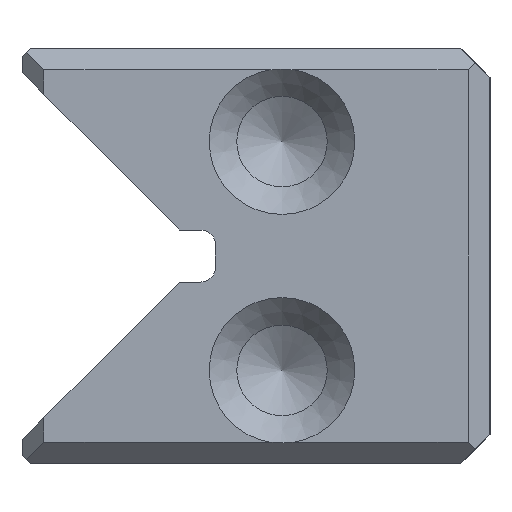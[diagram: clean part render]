
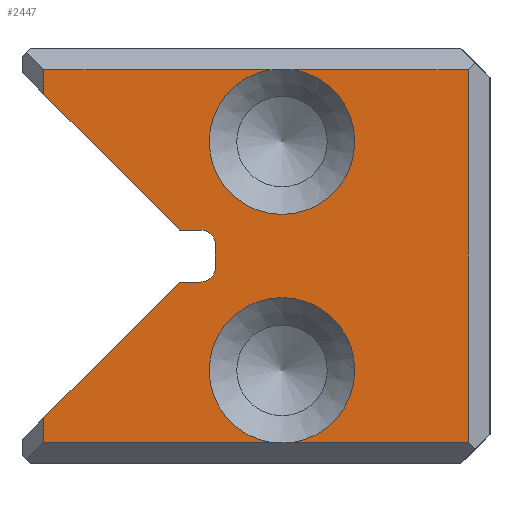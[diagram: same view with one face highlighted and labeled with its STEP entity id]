
A CAD part, left-side view. The second image highlights one B-rep face of the part: STEP entity #2447.
In plain terms, the highlighted planar face has unit normal (-1, 0, 0).
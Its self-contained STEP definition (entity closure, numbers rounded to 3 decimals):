
#2138=FACE_OUTER_BOUND('',#3413,.T.);
#2447=ADVANCED_FACE('',(#2138),#2801,.T.);
#2801=PLANE('',#8501);
#3035=CIRCLE('',#8497,3.5);
#3036=CIRCLE('',#8498,3.5);
#3037=CIRCLE('',#8499,0.7);
#3038=CIRCLE('',#8500,0.7);
#3413=EDGE_LOOP('',(#4052,#4053,#4054,#4055,#4056,#4057,#4058,#4059,#4060,
#4061,#4062,#4063,#4064,#4065,#4066,#4067));
#4052=ORIENTED_EDGE('',*,*,#6483,.F.);
#4053=ORIENTED_EDGE('',*,*,#6484,.T.);
#4054=ORIENTED_EDGE('',*,*,#6485,.T.);
#4055=ORIENTED_EDGE('',*,*,#6486,.T.);
#4056=ORIENTED_EDGE('',*,*,#6487,.T.);
#4057=ORIENTED_EDGE('',*,*,#6488,.T.);
#4058=ORIENTED_EDGE('',*,*,#6489,.T.);
#4059=ORIENTED_EDGE('',*,*,#6490,.T.);
#4060=ORIENTED_EDGE('',*,*,#6491,.T.);
#4061=ORIENTED_EDGE('',*,*,#6492,.T.);
#4062=ORIENTED_EDGE('',*,*,#6493,.T.);
#4063=ORIENTED_EDGE('',*,*,#6494,.T.);
#4064=ORIENTED_EDGE('',*,*,#6495,.F.);
#4065=ORIENTED_EDGE('',*,*,#6496,.F.);
#4066=ORIENTED_EDGE('',*,*,#6497,.T.);
#4067=ORIENTED_EDGE('',*,*,#6498,.T.);
#5864=VERTEX_POINT('',#10815);
#5865=VERTEX_POINT('',#10816);
#5866=VERTEX_POINT('',#10818);
#5867=VERTEX_POINT('',#10820);
#5868=VERTEX_POINT('',#10822);
#5869=VERTEX_POINT('',#10824);
#5870=VERTEX_POINT('',#10826);
#5871=VERTEX_POINT('',#10828);
#5872=VERTEX_POINT('',#10830);
#5873=VERTEX_POINT('',#10832);
#5874=VERTEX_POINT('',#10834);
#5875=VERTEX_POINT('',#10836);
#5876=VERTEX_POINT('',#10838);
#5877=VERTEX_POINT('',#10840);
#5878=VERTEX_POINT('',#10842);
#5879=VERTEX_POINT('',#10844);
#6483=EDGE_CURVE('',#5864,#5865,#3035,.T.);
#6484=EDGE_CURVE('',#5864,#5866,#7308,.T.);
#6485=EDGE_CURVE('',#5866,#5867,#7309,.T.);
#6486=EDGE_CURVE('',#5867,#5868,#7310,.T.);
#6487=EDGE_CURVE('',#5868,#5869,#3036,.T.);
#6488=EDGE_CURVE('',#5869,#5870,#7311,.T.);
#6489=EDGE_CURVE('',#5870,#5871,#7312,.T.);
#6490=EDGE_CURVE('',#5871,#5872,#7313,.T.);
#6491=EDGE_CURVE('',#5872,#5873,#7314,.T.);
#6492=EDGE_CURVE('',#5873,#5874,#3037,.T.);
#6493=EDGE_CURVE('',#5874,#5875,#7315,.T.);
#6494=EDGE_CURVE('',#5875,#5876,#3038,.T.);
#6495=EDGE_CURVE('',#5877,#5876,#7316,.T.);
#6496=EDGE_CURVE('',#5878,#5877,#7317,.T.);
#6497=EDGE_CURVE('',#5878,#5879,#7318,.T.);
#6498=EDGE_CURVE('',#5879,#5865,#7319,.T.);
#7308=LINE('',#10817,#7979);
#7309=LINE('',#10819,#7980);
#7310=LINE('',#10821,#7981);
#7311=LINE('',#10825,#7982);
#7312=LINE('',#10827,#7983);
#7313=LINE('',#10829,#7984);
#7314=LINE('',#10831,#7985);
#7315=LINE('',#10835,#7986);
#7316=LINE('',#10839,#7987);
#7317=LINE('',#10841,#7988);
#7318=LINE('',#10843,#7989);
#7319=LINE('',#10845,#7990);
#7979=VECTOR('',#8977,1.);
#7980=VECTOR('',#8978,1.);
#7981=VECTOR('',#8979,1.);
#7982=VECTOR('',#8982,1.);
#7983=VECTOR('',#8983,1.);
#7984=VECTOR('',#8984,1.);
#7985=VECTOR('',#8985,1.);
#7986=VECTOR('',#8988,1.);
#7987=VECTOR('',#8991,1.);
#7988=VECTOR('',#8992,1.);
#7989=VECTOR('',#8993,1.);
#7990=VECTOR('',#8994,1.);
#8497=AXIS2_PLACEMENT_3D('',#10814,#8975,#8976);
#8498=AXIS2_PLACEMENT_3D('',#10823,#8980,#8981);
#8499=AXIS2_PLACEMENT_3D('',#10833,#8986,#8987);
#8500=AXIS2_PLACEMENT_3D('',#10837,#8989,#8990);
#8501=AXIS2_PLACEMENT_3D('',#10846,#8995,#8996);
#8975=DIRECTION('',(-1.,0.,0.));
#8976=DIRECTION('',(0.,0.,1.));
#8977=DIRECTION('',(0.,-1.,0.));
#8978=DIRECTION('',(0.,0.,1.));
#8979=DIRECTION('',(0.,1.,0.));
#8980=DIRECTION('',(1.,0.,0.));
#8981=DIRECTION('',(0.,0.,-1.));
#8982=DIRECTION('',(0.,1.,0.));
#8983=DIRECTION('',(0.,0.,-1.));
#8984=DIRECTION('',(0.,-0.707,-0.707));
#8985=DIRECTION('',(0.,-1.,0.));
#8986=DIRECTION('',(1.,0.,0.));
#8987=DIRECTION('',(0.,0.,1.));
#8988=DIRECTION('',(0.,0.,-1.));
#8989=DIRECTION('',(1.,0.,0.));
#8990=DIRECTION('',(0.,0.,1.));
#8991=DIRECTION('',(0.,-1.,0.));
#8992=DIRECTION('',(0.,-0.707,0.707));
#8993=DIRECTION('',(0.,0.,-1.));
#8994=DIRECTION('',(0.,-1.,0.));
#8995=DIRECTION('',(-1.,0.,0.));
#8996=DIRECTION('',(0.,0.,-1.));
#10814=CARTESIAN_POINT('',(0.,10.,4.5));
#10815=CARTESIAN_POINT('',(0.,9.411,1.05));
#10816=CARTESIAN_POINT('',(0.,10.589,1.05));
#10817=CARTESIAN_POINT('',(0.,11.25,1.05));
#10818=CARTESIAN_POINT('',(0.,1.05,1.05));
#10819=CARTESIAN_POINT('',(0.,1.05,0.));
#10820=CARTESIAN_POINT('',(0.,1.05,18.95));
#10821=CARTESIAN_POINT('',(0.,11.25,18.95));
#10822=CARTESIAN_POINT('',(0.,9.411,18.95));
#10823=CARTESIAN_POINT('',(0.,10.,15.5));
#10824=CARTESIAN_POINT('',(0.,10.589,18.95));
#10825=CARTESIAN_POINT('',(0.,11.25,18.95));
#10826=CARTESIAN_POINT('',(0.,21.45,18.95));
#10827=CARTESIAN_POINT('',(0.,21.45,0.));
#10828=CARTESIAN_POINT('',(0.,21.45,17.778));
#10829=CARTESIAN_POINT('',(0.,22.5,18.828));
#10830=CARTESIAN_POINT('',(0.,14.922,11.25));
#10831=CARTESIAN_POINT('',(0.,13.2,11.25));
#10832=CARTESIAN_POINT('',(0.,13.9,11.25));
#10833=CARTESIAN_POINT('',(0.,13.9,10.55));
#10834=CARTESIAN_POINT('',(0.,13.2,10.55));
#10835=CARTESIAN_POINT('',(0.,13.2,11.25));
#10836=CARTESIAN_POINT('',(0.,13.2,9.45));
#10837=CARTESIAN_POINT('',(0.,13.9,9.45));
#10838=CARTESIAN_POINT('',(0.,13.9,8.75));
#10839=CARTESIAN_POINT('',(0.,13.2,8.75));
#10840=CARTESIAN_POINT('',(0.,14.922,8.75));
#10841=CARTESIAN_POINT('',(0.,22.5,1.172));
#10842=CARTESIAN_POINT('',(0.,21.45,2.222));
#10843=CARTESIAN_POINT('',(0.,21.45,0.));
#10844=CARTESIAN_POINT('',(0.,21.45,1.05));
#10845=CARTESIAN_POINT('',(0.,11.25,1.05));
#10846=CARTESIAN_POINT('',(0.,11.25,0.));
